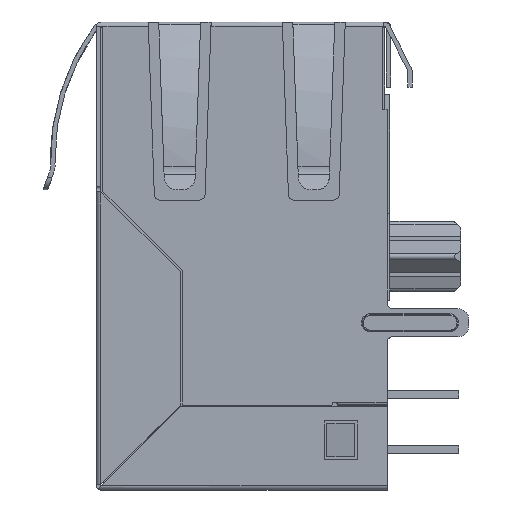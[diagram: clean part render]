
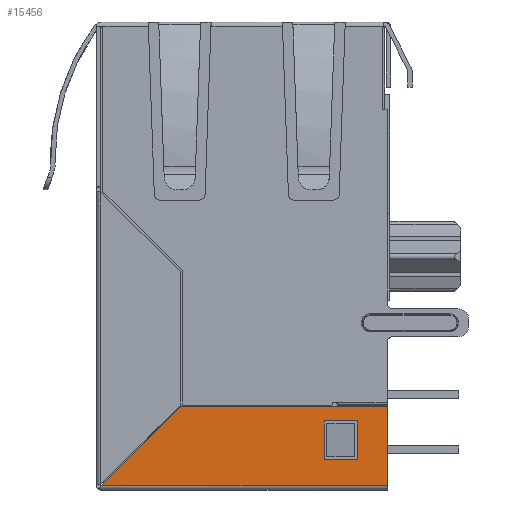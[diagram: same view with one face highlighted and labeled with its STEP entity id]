
A CAD part, left-side view. The second image highlights one B-rep face of the part: STEP entity #15456.
In plain terms, the highlighted planar face has unit normal (-1, 0, 0).
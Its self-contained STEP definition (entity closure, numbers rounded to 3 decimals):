
#57 = VERTEX_POINT ( 'NONE', #17143 ) ;
#198 = EDGE_CURVE ( 'NONE', #14486, #2085, #14350, .T. ) ;
#273 = FACE_OUTER_BOUND ( 'NONE', #7110, .T. ) ;
#358 = LINE ( 'NONE', #13101, #10722 ) ;
#826 = CARTESIAN_POINT ( 'NONE',  ( -8.014, 6.491, -21.082 ) ) ;
#1080 = LINE ( 'NONE', #12790, #20983 ) ;
#1602 = AXIS2_PLACEMENT_3D ( 'NONE', #9308, #22738, #11263 ) ;
#2085 = VERTEX_POINT ( 'NONE', #9541 ) ;
#2308 = ORIENTED_EDGE ( 'NONE', *, *, #24080, .T. ) ;
#3555 = CARTESIAN_POINT ( 'NONE',  ( -8.014, -5.261, -19.886 ) ) ;
#3659 = DIRECTION ( 'NONE',  ( 0., 1., 0. ) ) ;
#3661 = LINE ( 'NONE', #3986, #8779 ) ;
#3986 = CARTESIAN_POINT ( 'NONE',  ( -8.014, -5.261, -17.445 ) ) ;
#4013 = ORIENTED_EDGE ( 'NONE', *, *, #22488, .T. ) ;
#4143 = DIRECTION ( 'NONE',  ( 0., 0., 1. ) ) ;
#4292 = CARTESIAN_POINT ( 'NONE',  ( -8.014, -6.642, -14.605 ) ) ;
#4688 = EDGE_CURVE ( 'NONE', #11901, #22708, #22298, .T. ) ;
#5109 = DIRECTION ( 'NONE',  ( 0., 0., 1. ) ) ;
#5507 = FACE_BOUND ( 'NONE', #15390, .T. ) ;
#5989 = DIRECTION ( 'NONE',  ( 0., 0., -1. ) ) ;
#6614 = EDGE_CURVE ( 'NONE', #22708, #14486, #21372, .T. ) ;
#6956 = VECTOR ( 'NONE', #19299, 1000. ) ;
#7110 = EDGE_LOOP ( 'NONE', ( #10331, #2308, #12847, #23966 ) ) ;
#7285 = VERTEX_POINT ( 'NONE', #3555 ) ;
#7573 = VECTOR ( 'NONE', #9486, 1000. ) ;
#8779 = VECTOR ( 'NONE', #5989, 1000. ) ;
#9211 = EDGE_CURVE ( 'NONE', #57, #12943, #1080, .T. ) ;
#9228 = PLANE ( 'NONE',  #1602 ) ;
#9308 = CARTESIAN_POINT ( 'NONE',  ( -8.014, 6.491, -17.445 ) ) ;
#9486 = DIRECTION ( 'NONE',  ( 0., 0.707, -0.707 ) ) ;
#9541 = CARTESIAN_POINT ( 'NONE',  ( -8.014, -6.642, -17.445 ) ) ;
#10082 = VERTEX_POINT ( 'NONE', #14369 ) ;
#10331 = ORIENTED_EDGE ( 'NONE', *, *, #198, .T. ) ;
#10722 = VECTOR ( 'NONE', #3659, 1000. ) ;
#11263 = DIRECTION ( 'NONE',  ( 0., 0., 1. ) ) ;
#11901 = VERTEX_POINT ( 'NONE', #21102 ) ;
#12102 = EDGE_CURVE ( 'NONE', #12943, #10082, #13604, .T. ) ;
#12240 = CARTESIAN_POINT ( 'NONE',  ( -8.014, 6.491, -21.082 ) ) ;
#12494 = CARTESIAN_POINT ( 'NONE',  ( -8.014, -3.737, -18.108 ) ) ;
#12790 = CARTESIAN_POINT ( 'NONE',  ( -8.014, -3.737, -17.445 ) ) ;
#12847 = ORIENTED_EDGE ( 'NONE', *, *, #4688, .T. ) ;
#12943 = VERTEX_POINT ( 'NONE', #12494 ) ;
#13101 = CARTESIAN_POINT ( 'NONE',  ( -8.014, 6.491, -17.445 ) ) ;
#13604 = LINE ( 'NONE', #18197, #21362 ) ;
#14350 = LINE ( 'NONE', #4292, #23951 ) ;
#14369 = CARTESIAN_POINT ( 'NONE',  ( -8.014, -5.261, -18.108 ) ) ;
#14486 = VERTEX_POINT ( 'NONE', #19768 ) ;
#15390 = EDGE_LOOP ( 'NONE', ( #21411, #4013, #15699, #24969 ) ) ;
#15456 = ADVANCED_FACE ( 'NONE', ( #5507, #273 ), #9228, .T. ) ;
#15699 = ORIENTED_EDGE ( 'NONE', *, *, #9211, .T. ) ;
#16092 = EDGE_CURVE ( 'NONE', #10082, #7285, #3661, .T. ) ;
#16265 = DIRECTION ( 'NONE',  ( 0., -1., 0. ) ) ;
#16331 = VECTOR ( 'NONE', #16341, 1000. ) ;
#16341 = DIRECTION ( 'NONE',  ( 0., -1., 0. ) ) ;
#17143 = CARTESIAN_POINT ( 'NONE',  ( -8.014, -3.737, -19.886 ) ) ;
#17393 = CARTESIAN_POINT ( 'NONE',  ( -8.014, 6.491, -19.886 ) ) ;
#18197 = CARTESIAN_POINT ( 'NONE',  ( -8.014, 6.491, -18.108 ) ) ;
#19299 = DIRECTION ( 'NONE',  ( 0., 1., 0. ) ) ;
#19768 = CARTESIAN_POINT ( 'NONE',  ( -8.014, -6.642, -21.082 ) ) ;
#20983 = VECTOR ( 'NONE', #5109, 1000. ) ;
#21043 = CARTESIAN_POINT ( 'NONE',  ( -8.014, 2.853, -17.445 ) ) ;
#21102 = CARTESIAN_POINT ( 'NONE',  ( -8.014, 2.853, -17.445 ) ) ;
#21362 = VECTOR ( 'NONE', #16265, 1000. ) ;
#21372 = LINE ( 'NONE', #826, #16331 ) ;
#21411 = ORIENTED_EDGE ( 'NONE', *, *, #16092, .T. ) ;
#22270 = LINE ( 'NONE', #17393, #6956 ) ;
#22298 = LINE ( 'NONE', #21043, #7573 ) ;
#22488 = EDGE_CURVE ( 'NONE', #7285, #57, #22270, .T. ) ;
#22708 = VERTEX_POINT ( 'NONE', #12240 ) ;
#22738 = DIRECTION ( 'NONE',  ( -1., 0., 0. ) ) ;
#23951 = VECTOR ( 'NONE', #4143, 1000. ) ;
#23966 = ORIENTED_EDGE ( 'NONE', *, *, #6614, .T. ) ;
#24080 = EDGE_CURVE ( 'NONE', #2085, #11901, #358, .T. ) ;
#24969 = ORIENTED_EDGE ( 'NONE', *, *, #12102, .T. ) ;
